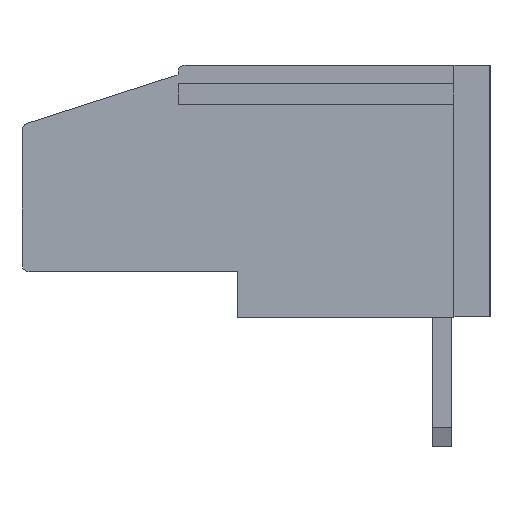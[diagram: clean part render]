
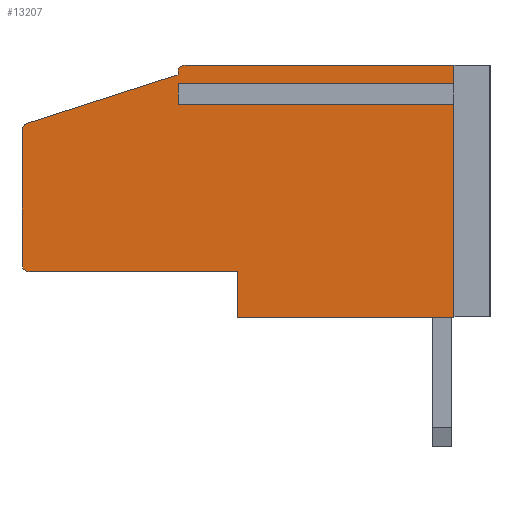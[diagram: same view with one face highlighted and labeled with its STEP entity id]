
A CAD part, left-side view. The second image highlights one B-rep face of the part: STEP entity #13207.
In plain terms, the highlighted planar face has unit normal (-1, 0, 0).
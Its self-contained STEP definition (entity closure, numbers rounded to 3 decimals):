
#459 = LINE ( 'NONE', #11982, #9745 ) ;
#655 = EDGE_CURVE ( 'NONE', #3881, #10470, #8926, .T. ) ;
#898 = VECTOR ( 'NONE', #20442, 1000. ) ;
#1399 = DIRECTION ( 'NONE',  ( 1., 0., 0. ) ) ;
#1489 = VECTOR ( 'NONE', #18284, 1000. ) ;
#1500 = CARTESIAN_POINT ( 'NONE',  ( 0., 19.2, 2.2 ) ) ;
#1521 = ORIENTED_EDGE ( 'NONE', *, *, #26593, .F. ) ;
#1678 = CARTESIAN_POINT ( 'NONE',  ( 0., 10.5, 0. ) ) ;
#2301 = ORIENTED_EDGE ( 'NONE', *, *, #5526, .F. ) ;
#2460 = VERTEX_POINT ( 'NONE', #17851 ) ;
#2695 = ORIENTED_EDGE ( 'NONE', *, *, #30725, .F. ) ;
#3199 = VERTEX_POINT ( 'NONE', #23791 ) ;
#3226 = CARTESIAN_POINT ( 'NONE',  ( 0., 1.5, 10.5 ) ) ;
#3279 = CARTESIAN_POINT ( 'NONE',  ( 0., 13., 9.502 ) ) ;
#3597 = EDGE_CURVE ( 'NONE', #18572, #27579, #12741, .T. ) ;
#3754 = VECTOR ( 'NONE', #24099, 1000. ) ;
#3881 = VERTEX_POINT ( 'NONE', #20301 ) ;
#4694 = CIRCLE ( 'NONE', #28855, 0.3 ) ;
#5526 = EDGE_CURVE ( 'NONE', #3881, #35688, #13082, .T. ) ;
#5568 = DIRECTION ( 'NONE',  ( 0., 0., -1. ) ) ;
#5951 = CARTESIAN_POINT ( 'NONE',  ( 0., 19.292, 8.067 ) ) ;
#6126 = LINE ( 'NONE', #17469, #30897 ) ;
#6503 = DIRECTION ( 'NONE',  ( 0., 0., 1. ) ) ;
#6753 = CARTESIAN_POINT ( 'NONE',  ( 0., 1.5, 0. ) ) ;
#6940 = DIRECTION ( 'NONE',  ( -1., 0., 0. ) ) ;
#7613 = CARTESIAN_POINT ( 'NONE',  ( 0., 19.2, 1.9 ) ) ;
#7679 = ORIENTED_EDGE ( 'NONE', *, *, #655, .T. ) ;
#7759 = VERTEX_POINT ( 'NONE', #5951 ) ;
#7978 = CARTESIAN_POINT ( 'NONE',  ( 0., 1.5, 9.502 ) ) ;
#8170 = EDGE_CURVE ( 'NONE', #18572, #13198, #4694, .T. ) ;
#8364 = ORIENTED_EDGE ( 'NONE', *, *, #11286, .F. ) ;
#8926 = LINE ( 'NONE', #3279, #17457 ) ;
#9241 = LINE ( 'NONE', #17915, #1489 ) ;
#9745 = VECTOR ( 'NONE', #35451, 1000. ) ;
#10470 = VERTEX_POINT ( 'NONE', #7978 ) ;
#10723 = EDGE_CURVE ( 'NONE', #17306, #34292, #27641, .T. ) ;
#11286 = EDGE_CURVE ( 'NONE', #7759, #3199, #36808, .T. ) ;
#11982 = CARTESIAN_POINT ( 'NONE',  ( 0., 1.5, 10.5 ) ) ;
#12083 = DIRECTION ( 'NONE',  ( 0., 0., -1. ) ) ;
#12741 = LINE ( 'NONE', #26942, #36500 ) ;
#12914 = FACE_OUTER_BOUND ( 'NONE', #17680, .T. ) ;
#13082 = LINE ( 'NONE', #26898, #29874 ) ;
#13198 = VERTEX_POINT ( 'NONE', #7613 ) ;
#13207 = ADVANCED_FACE ( 'NONE', ( #12914 ), #21410, .F. ) ;
#13292 = ORIENTED_EDGE ( 'NONE', *, *, #3597, .F. ) ;
#13846 = LINE ( 'NONE', #14424, #898 ) ;
#14074 = DIRECTION ( 'NONE',  ( -1., 0., 0. ) ) ;
#14203 = VECTOR ( 'NONE', #25461, 1000. ) ;
#14424 = CARTESIAN_POINT ( 'NONE',  ( 0., 19.5, 1.9 ) ) ;
#14643 = VERTEX_POINT ( 'NONE', #24917 ) ;
#14727 = ORIENTED_EDGE ( 'NONE', *, *, #34710, .F. ) ;
#15095 = VECTOR ( 'NONE', #36715, 1000. ) ;
#15353 = ORIENTED_EDGE ( 'NONE', *, *, #23946, .F. ) ;
#15572 = CARTESIAN_POINT ( 'NONE',  ( 0., 19.5, 10.5 ) ) ;
#15934 = CARTESIAN_POINT ( 'NONE',  ( 0., 13., 10.2 ) ) ;
#16237 = DIRECTION ( 'NONE',  ( -1., 0., 0. ) ) ;
#16867 = CARTESIAN_POINT ( 'NONE',  ( 0., 13., 9.098 ) ) ;
#17121 = VERTEX_POINT ( 'NONE', #32316 ) ;
#17306 = VERTEX_POINT ( 'NONE', #1678 ) ;
#17457 = VECTOR ( 'NONE', #31811, 1000. ) ;
#17469 = CARTESIAN_POINT ( 'NONE',  ( 0., 13., 10.1 ) ) ;
#17647 = DIRECTION ( 'NONE',  ( 0., 0., 1. ) ) ;
#17680 = EDGE_LOOP ( 'NONE', ( #13292, #26341, #18937, #21490, #32661, #14727, #2695, #2301, #7679, #15353, #1521, #36467, #23857, #8364, #18361 ) ) ;
#17851 = CARTESIAN_POINT ( 'NONE',  ( 0., 12.7, 10.5 ) ) ;
#17915 = CARTESIAN_POINT ( 'NONE',  ( 0., 10.5, 1.9 ) ) ;
#18284 = DIRECTION ( 'NONE',  ( 0., 0., 1. ) ) ;
#18361 = ORIENTED_EDGE ( 'NONE', *, *, #36982, .T. ) ;
#18488 = CARTESIAN_POINT ( 'NONE',  ( 0., 12.7, 10.2 ) ) ;
#18572 = VERTEX_POINT ( 'NONE', #21236 ) ;
#18937 = ORIENTED_EDGE ( 'NONE', *, *, #29120, .F. ) ;
#19397 = VECTOR ( 'NONE', #12083, 1000. ) ;
#19732 = CARTESIAN_POINT ( 'NONE',  ( 0., 19.2, 7.782 ) ) ;
#20301 = CARTESIAN_POINT ( 'NONE',  ( 0., 13., 9.502 ) ) ;
#20442 = DIRECTION ( 'NONE',  ( 0., 1., 0. ) ) ;
#21233 = AXIS2_PLACEMENT_3D ( 'NONE', #15572, #1399, #22161 ) ;
#21236 = CARTESIAN_POINT ( 'NONE',  ( 0., 19.5, 2.2 ) ) ;
#21410 = PLANE ( 'NONE',  #21233 ) ;
#21490 = ORIENTED_EDGE ( 'NONE', *, *, #30415, .F. ) ;
#21662 = DIRECTION ( 'NONE',  ( 0., -0.952, 0.307 ) ) ;
#22161 = DIRECTION ( 'NONE',  ( 0., 0., -1. ) ) ;
#22307 = CARTESIAN_POINT ( 'NONE',  ( 0., 19.5, 0. ) ) ;
#22906 = VECTOR ( 'NONE', #21662, 1000. ) ;
#23542 = CARTESIAN_POINT ( 'NONE',  ( 0., 19.5, 10.5 ) ) ;
#23791 = CARTESIAN_POINT ( 'NONE',  ( 0., 13., 10.1 ) ) ;
#23828 = AXIS2_PLACEMENT_3D ( 'NONE', #18488, #6940, #36662 ) ;
#23857 = ORIENTED_EDGE ( 'NONE', *, *, #25984, .F. ) ;
#23946 = EDGE_CURVE ( 'NONE', #17121, #10470, #32318, .T. ) ;
#24099 = DIRECTION ( 'NONE',  ( 0., -1., 0. ) ) ;
#24379 = CIRCLE ( 'NONE', #32252, 0.3 ) ;
#24863 = CARTESIAN_POINT ( 'NONE',  ( 0., 19.5, 8. ) ) ;
#24917 = CARTESIAN_POINT ( 'NONE',  ( 0., 1.5, 9.098 ) ) ;
#25269 = CARTESIAN_POINT ( 'NONE',  ( 0., 13., 9.098 ) ) ;
#25461 = DIRECTION ( 'NONE',  ( 0., -1., 0. ) ) ;
#25984 = EDGE_CURVE ( 'NONE', #3199, #37138, #6126, .T. ) ;
#26341 = ORIENTED_EDGE ( 'NONE', *, *, #8170, .T. ) ;
#26396 = LINE ( 'NONE', #23542, #3754 ) ;
#26593 = EDGE_CURVE ( 'NONE', #2460, #17121, #26396, .T. ) ;
#26898 = CARTESIAN_POINT ( 'NONE',  ( 0., 13., 9.502 ) ) ;
#26942 = CARTESIAN_POINT ( 'NONE',  ( 0., 19.5, 10.5 ) ) ;
#27579 = VERTEX_POINT ( 'NONE', #29616 ) ;
#27641 = LINE ( 'NONE', #22307, #15095 ) ;
#28510 = LINE ( 'NONE', #25269, #14203 ) ;
#28855 = AXIS2_PLACEMENT_3D ( 'NONE', #1500, #16237, #30243 ) ;
#29120 = EDGE_CURVE ( 'NONE', #31369, #13198, #13846, .T. ) ;
#29616 = CARTESIAN_POINT ( 'NONE',  ( 0., 19.5, 7.782 ) ) ;
#29874 = VECTOR ( 'NONE', #35812, 1000. ) ;
#30243 = DIRECTION ( 'NONE',  ( 0., 0., -1. ) ) ;
#30415 = EDGE_CURVE ( 'NONE', #17306, #31369, #9241, .T. ) ;
#30643 = EDGE_CURVE ( 'NONE', #2460, #37138, #35353, .T. ) ;
#30725 = EDGE_CURVE ( 'NONE', #35688, #14643, #28510, .T. ) ;
#30897 = VECTOR ( 'NONE', #17647, 1000. ) ;
#31369 = VERTEX_POINT ( 'NONE', #36521 ) ;
#31811 = DIRECTION ( 'NONE',  ( 0., -1., 0. ) ) ;
#32252 = AXIS2_PLACEMENT_3D ( 'NONE', #19732, #14074, #5568 ) ;
#32316 = CARTESIAN_POINT ( 'NONE',  ( 0., 1.5, 10.5 ) ) ;
#32318 = LINE ( 'NONE', #3226, #19397 ) ;
#32661 = ORIENTED_EDGE ( 'NONE', *, *, #10723, .T. ) ;
#34292 = VERTEX_POINT ( 'NONE', #6753 ) ;
#34710 = EDGE_CURVE ( 'NONE', #14643, #34292, #459, .T. ) ;
#35353 = CIRCLE ( 'NONE', #23828, 0.3 ) ;
#35451 = DIRECTION ( 'NONE',  ( 0., 0., -1. ) ) ;
#35688 = VERTEX_POINT ( 'NONE', #16867 ) ;
#35812 = DIRECTION ( 'NONE',  ( 0., 0., -1. ) ) ;
#36467 = ORIENTED_EDGE ( 'NONE', *, *, #30643, .T. ) ;
#36500 = VECTOR ( 'NONE', #6503, 1000. ) ;
#36521 = CARTESIAN_POINT ( 'NONE',  ( 0., 10.5, 1.9 ) ) ;
#36662 = DIRECTION ( 'NONE',  ( 0., 0., -1. ) ) ;
#36715 = DIRECTION ( 'NONE',  ( 0., -1., 0. ) ) ;
#36808 = LINE ( 'NONE', #24863, #22906 ) ;
#36982 = EDGE_CURVE ( 'NONE', #7759, #27579, #24379, .T. ) ;
#37138 = VERTEX_POINT ( 'NONE', #15934 ) ;
